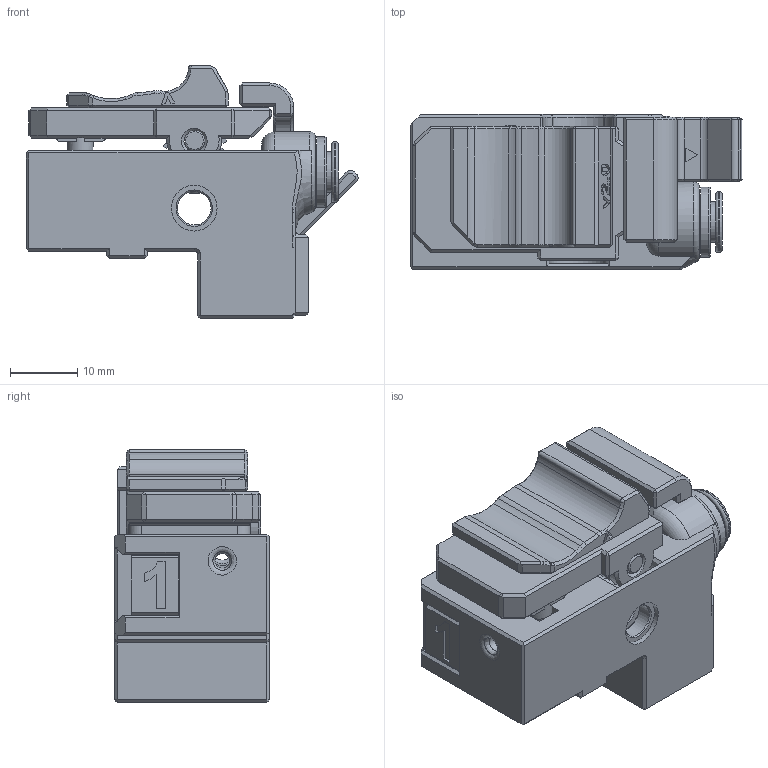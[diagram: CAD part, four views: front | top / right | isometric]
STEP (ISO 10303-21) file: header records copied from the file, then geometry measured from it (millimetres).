
FILE_DESCRIPTION(/* description */ (''),/* implementation_level */ '2;1');
FILE_NAME(/* name */ 'T-Bone Filament Block Assembly v2 v21.step',/* time_stamp */ '2023-05-24T17:07:23+07:00',/* author */ (''),/* organization */ (''),/* preprocessor_version */ 'ST-DEVELOPER v19.2',/* originating_system */ 'Autodesk Translation Framework v12.4.0.73',/* authorisation */ '');
FILE_SCHEMA (('AUTOMOTIVE_DESIGN { 1 0 10303 214 3 1 1 }'));
Length unit declared in the file: millimetre
Products named in the file (23): New Filament Block Assembly v2; BondTech_Drive_Gear; Direct_Drivegear_without_setscrew (1)^Guidler_VORON Clockwork_X Carri
age; stift 3 x 20 (1)^Direct_Drivegear_without_setscrew (1)_Guidler_VORON 
Clockwork_X Carriage672930; K3x5x7 Needlebearing (1)^Direct_Drivegear_without_setscrew (1)_Guidle
r_VORON Clockwork_X Carriage672932; Direct_Drivegear_without_setscrew (1)-39^Direct_Drivegear_without_set
screw (1)_Guidler_VORON Clockwork_X Carriage672931; BondTech_Direct_Drive_Gear v1; Direct_Drivegear^Driveshaft Assembly_BMG Drive Mechanism_VORON Clockw
ork_X Carriage672923; Component41672924; MR85ZZ v3; Latch_V3; ECAS v1; EASUN ECAS04 v3; Main body672914; Release clip672915; Seal672916; M3X16 SHCS v2672926; REF_Old_Top_Hat_1; Magnet6x3_Upper; Filament_Block_Body; Top_Hat_Base; [MM]_Tag_Plate_1; Magnet6x3_Top_Hat
Assembly tree (24 placements, depth 4):
  New Filament Block Assembly v2
    BondTech_Drive_Gear
      Direct_Drivegear_without_setscrew (1)^Guidler_VORON Clockwork_X Carri
age
        stift 3 x 20 (1)^Direct_Drivegear_without_setscrew (1)_Guidler_VORON 
Clockwork_X Carriage672930
        K3x5x7 Needlebearing (1)^Direct_Drivegear_without_setscrew (1)_Guidle
r_VORON Clockwork_X Carriage672932
        Direct_Drivegear_without_setscrew (1)-39^Direct_Drivegear_without_set
screw (1)_Guidler_VORON Clockwork_X Carriage672931
    BondTech_Direct_Drive_Gear v1
      Direct_Drivegear^Driveshaft Assembly_BMG Drive Mechanism_VORON Clockw
ork_X Carriage672923
      Component41672924
    MR85ZZ v3
    Latch_V3
    ECAS v1
      EASUN ECAS04 v3
        Main body672914
        Release clip672915
        Seal672916
    Magnet6x3_Top_Hat  x2
    M3X16 SHCS v2672926
    REF_Old_Top_Hat_1
    Magnet6x3_Upper
    Filament_Block_Body
    Top_Hat_Base
    [MM]_Tag_Plate_1  x2
Bounding box: 49.34 x 23 x 37.6 mm (x, y, z)
Volume: 20259.7 mm3; surface area: 16178.1 mm2
Topology: 26 solids, 26 shells, 1246 faces, 3082 edges, 1904 vertices
Faces by surface type: plane 642, cylinder 327, cone 129, bspline 107, torus 31, sphere 10
Full cylindrical faces by diameter (mm): 1 x5, 2 x2, 2.016 x3, 2.5 x2, 2.53 x2, 3 x2, 3.05 x2, 3.1 x1, 3.2 x1, 3.3 x2, 4 x3, 4.4 x1, 4.7 x1, 5 x1, 5.05 x2, 5.4 x1, 5.5 x1, 5.6 x1, 5.8 x2, 6 x5, 6.8 x1, 8 x8, 8.14 x1, 8.47 x1, 9 x1, 10.45 x1
Entity records: 43532 total; most frequent: CARTESIAN_POINT 14223, DIRECTION 6122, ORIENTED_EDGE 5952, EDGE_CURVE 2976, AXIS2_PLACEMENT_3D 2272, VERTEX_POINT 1843, LINE 1578, VECTOR 1578
